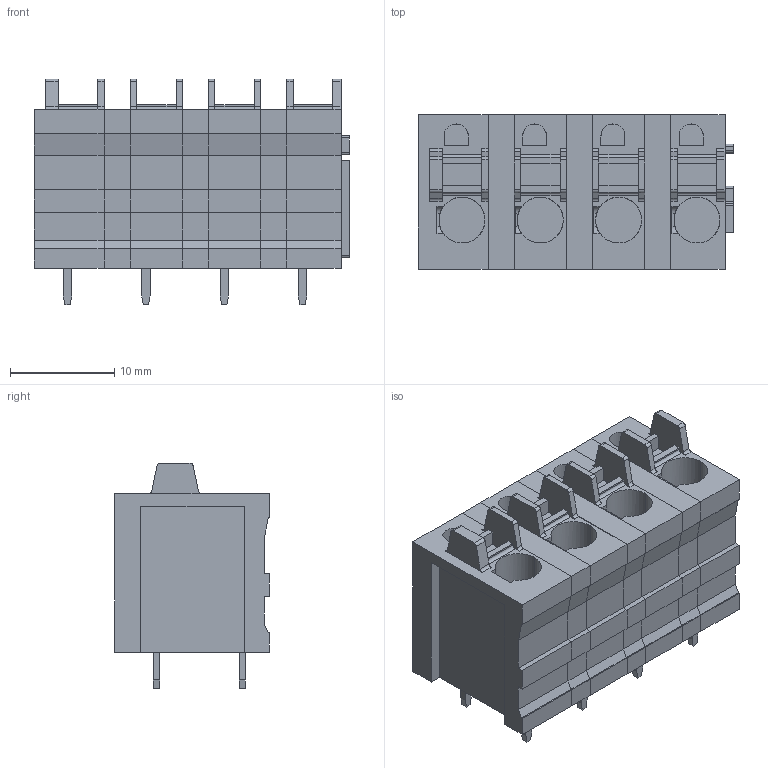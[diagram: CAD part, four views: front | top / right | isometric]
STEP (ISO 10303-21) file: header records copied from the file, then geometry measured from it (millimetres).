
FILE_DESCRIPTION(('CATIA V5 STEP Exchange','CAx-IF Rec.Pracs.--- Model Styling and Organization---1.4--- 2014-01-23'),'2;1');
FILE_NAME ('1296398-1_0', '2022-05-31T06:44:19+00:00', ('none'), ('Weidmueller'), 'CATIA Version 5-6 Release 2016 SP3 HF44', 'CATIA V5 STEP AP214', 'none');
FILE_SCHEMA(('AUTOMOTIVE_DESIGN { 1 0 10303 214 1 1 1 1 }'));
Length unit declared in the file: millimetre
Products named in the file (1): 2774780000
Bounding box: 30.23 x 14.8 x 21.6 mm (x, y, z)
Volume: 6016.3 mm3; surface area: 5858.9 mm2
Topology: 15 solids, 15 shells, 374 faces, 999 edges, 666 vertices
Faces by surface type: plane 299, cylinder 75
Entity records: 11870 total; most frequent: CARTESIAN_POINT 2338, ORIENTED_EDGE 1998, DIRECTION 1634, EDGE_CURVE 999, VECTOR 841, LINE 841, VERTEX_POINT 666, AXIS2_PLACEMENT_3D 459
